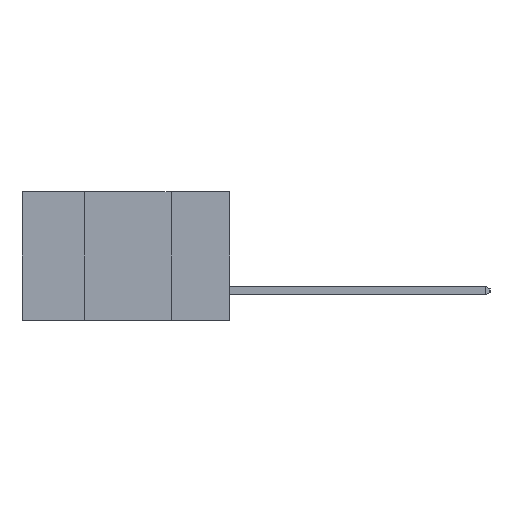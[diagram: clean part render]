
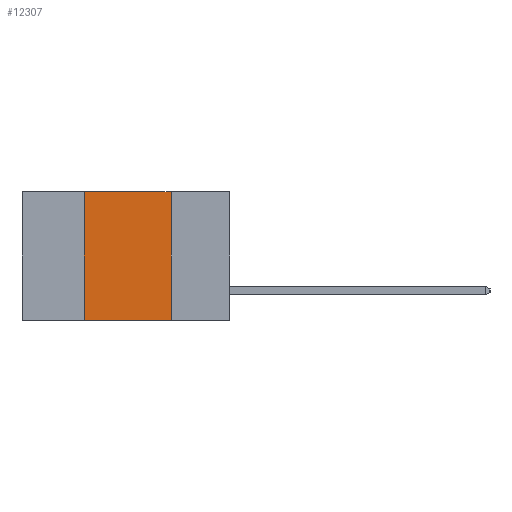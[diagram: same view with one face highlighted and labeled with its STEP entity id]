
A CAD part, left-side view. The second image highlights one B-rep face of the part: STEP entity #12307.
In plain terms, the highlighted planar face has unit normal (-1, 0, 0).
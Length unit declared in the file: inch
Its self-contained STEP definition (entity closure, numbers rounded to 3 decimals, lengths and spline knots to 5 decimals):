
#666 = VERTEX_POINT ( 'NONE', #13074 ) ;
#1162 = DIRECTION ( 'NONE',  ( 1., 0., 0. ) ) ;
#1576 = CARTESIAN_POINT ( 'NONE',  ( 0., 0.42, 0. ) ) ;
#2046 = VERTEX_POINT ( 'NONE', #7609 ) ;
#2053 = ORIENTED_EDGE ( 'NONE', *, *, #7443, .T. ) ;
#2129 = CARTESIAN_POINT ( 'NONE',  ( 0., 0.6, -0.37 ) ) ;
#3168 = EDGE_CURVE ( 'NONE', #666, #2046, #10235, .T. ) ;
#4142 = ORIENTED_EDGE ( 'NONE', *, *, #5173, .F. ) ;
#4241 = EDGE_LOOP ( 'NONE', ( #17667, #10766, #4142, #2053 ) ) ;
#4545 = VERTEX_POINT ( 'NONE', #15151 ) ;
#5173 = EDGE_CURVE ( 'NONE', #4545, #10870, #17767, .T. ) ;
#5506 = EDGE_CURVE ( 'NONE', #10870, #666, #18693, .T. ) ;
#5860 = CARTESIAN_POINT ( 'NONE',  ( 0., 0.6, 0. ) ) ;
#5926 = FACE_OUTER_BOUND ( 'NONE', #4241, .T. ) ;
#6569 = DIRECTION ( 'NONE',  ( 0., -1., 0. ) ) ;
#7443 = EDGE_CURVE ( 'NONE', #4545, #2046, #15168, .T. ) ;
#7609 = CARTESIAN_POINT ( 'NONE',  ( 0., 0.17, -0.37 ) ) ;
#8491 = PLANE ( 'NONE',  #13385 ) ;
#8845 = VECTOR ( 'NONE', #12390, 39.37008 ) ;
#9490 = VECTOR ( 'NONE', #12580, 39.37008 ) ;
#10235 = LINE ( 'NONE', #11680, #8845 ) ;
#10708 = CARTESIAN_POINT ( 'NONE',  ( 0., 0.42, 0. ) ) ;
#10766 = ORIENTED_EDGE ( 'NONE', *, *, #5506, .F. ) ;
#10845 = VECTOR ( 'NONE', #10954, 39.37008 ) ;
#10870 = VERTEX_POINT ( 'NONE', #1576 ) ;
#10954 = DIRECTION ( 'NONE',  ( 0., -1., 0. ) ) ;
#11229 = VECTOR ( 'NONE', #6569, 39.37008 ) ;
#11412 = DIRECTION ( 'NONE',  ( 0., 0., -1. ) ) ;
#11680 = CARTESIAN_POINT ( 'NONE',  ( 0., 0.17, 0. ) ) ;
#12307 = ADVANCED_FACE ( 'NONE', ( #5926 ), #8491, .F. ) ;
#12390 = DIRECTION ( 'NONE',  ( 0., 0., -1. ) ) ;
#12580 = DIRECTION ( 'NONE',  ( 0., 0., 1. ) ) ;
#13074 = CARTESIAN_POINT ( 'NONE',  ( 0., 0.17, 0. ) ) ;
#13385 = AXIS2_PLACEMENT_3D ( 'NONE', #18792, #1162, #11412 ) ;
#15151 = CARTESIAN_POINT ( 'NONE',  ( 0., 0.42, -0.37 ) ) ;
#15168 = LINE ( 'NONE', #2129, #11229 ) ;
#17667 = ORIENTED_EDGE ( 'NONE', *, *, #3168, .F. ) ;
#17767 = LINE ( 'NONE', #10708, #9490 ) ;
#18693 = LINE ( 'NONE', #5860, #10845 ) ;
#18792 = CARTESIAN_POINT ( 'NONE',  ( 0., 0.6, 0. ) ) ;
